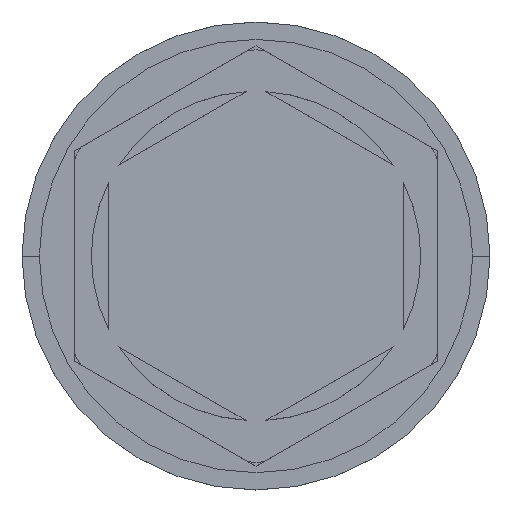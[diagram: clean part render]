
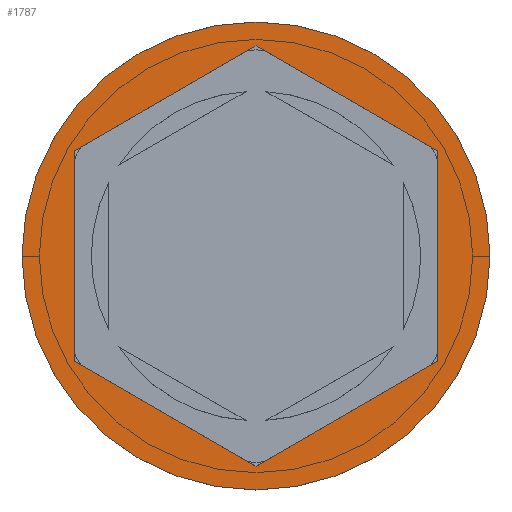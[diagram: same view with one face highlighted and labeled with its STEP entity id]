
A CAD part, top view. The second image highlights one B-rep face of the part: STEP entity #1787.
In plain terms, the highlighted planar face has unit normal (0, 0, 1).
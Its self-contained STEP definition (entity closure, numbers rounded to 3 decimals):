
#45 = CARTESIAN_POINT ( 'NONE',  ( 0., 0., 0. ) ) ;
#132 = LINE ( 'NONE', #2278, #1781 ) ;
#169 = DIRECTION ( 'NONE',  ( 0., 0., 1. ) ) ;
#230 = CARTESIAN_POINT ( 'NONE',  ( 5.25, 3.031, 0. ) ) ;
#248 = EDGE_LOOP ( 'NONE', ( #555, #666, #662, #1050, #2234, #1582 ) ) ;
#254 = VERTEX_POINT ( 'NONE', #2236 ) ;
#315 = EDGE_CURVE ( 'NONE', #504, #2014, #1470, .T. ) ;
#337 = VERTEX_POINT ( 'NONE', #1623 ) ;
#357 = EDGE_CURVE ( 'NONE', #2014, #1974, #389, .T. ) ;
#389 = LINE ( 'NONE', #1299, #617 ) ;
#405 = DIRECTION ( 'NONE',  ( 1., 0., 0. ) ) ;
#481 = AXIS2_PLACEMENT_3D ( 'NONE', #45, #1304, #405 ) ;
#504 = VERTEX_POINT ( 'NONE', #1694 ) ;
#508 = FACE_OUTER_BOUND ( 'NONE', #1133, .T. ) ;
#537 = DIRECTION ( 'NONE',  ( 0.866, 0.5, 0. ) ) ;
#545 = AXIS2_PLACEMENT_3D ( 'NONE', #2150, #169, #1479 ) ;
#555 = ORIENTED_EDGE ( 'NONE', *, *, #861, .F. ) ;
#617 = VECTOR ( 'NONE', #537, 1000. ) ;
#651 = DIRECTION ( 'NONE',  ( -0.866, -0.5, 0. ) ) ;
#662 = ORIENTED_EDGE ( 'NONE', *, *, #357, .F. ) ;
#666 = ORIENTED_EDGE ( 'NONE', *, *, #1228, .F. ) ;
#698 = EDGE_CURVE ( 'NONE', #254, #337, #1535, .T. ) ;
#820 = CIRCLE ( 'NONE', #481, 6.75 ) ;
#861 = EDGE_CURVE ( 'NONE', #2285, #1302, #1844, .T. ) ;
#968 = VECTOR ( 'NONE', #1169, 1000. ) ;
#1050 = ORIENTED_EDGE ( 'NONE', *, *, #315, .F. ) ;
#1110 = AXIS2_PLACEMENT_3D ( 'NONE', #1209, #1776, #1400 ) ;
#1112 = CARTESIAN_POINT ( 'NONE',  ( 5.25, -3.031, 0. ) ) ;
#1133 = EDGE_LOOP ( 'NONE', ( #1624, #2033 ) ) ;
#1139 = CARTESIAN_POINT ( 'NONE',  ( -5.25, 3.031, 0. ) ) ;
#1169 = DIRECTION ( 'NONE',  ( -0.866, 0.5, 0. ) ) ;
#1209 = CARTESIAN_POINT ( 'NONE',  ( 0., 0., 0. ) ) ;
#1228 = EDGE_CURVE ( 'NONE', #1974, #2285, #2015, .T. ) ;
#1229 = EDGE_CURVE ( 'NONE', #337, #254, #820, .T. ) ;
#1234 = FACE_BOUND ( 'NONE', #248, .T. ) ;
#1244 = CARTESIAN_POINT ( 'NONE',  ( 0., -6.062, 0. ) ) ;
#1299 = CARTESIAN_POINT ( 'NONE',  ( 0., -6.062, 0. ) ) ;
#1302 = VERTEX_POINT ( 'NONE', #1550 ) ;
#1304 = DIRECTION ( 'NONE',  ( 0., 0., 1. ) ) ;
#1360 = CARTESIAN_POINT ( 'NONE',  ( 5.25, 3.031, 0. ) ) ;
#1368 = EDGE_CURVE ( 'NONE', #1816, #504, #2092, .T. ) ;
#1400 = DIRECTION ( 'NONE',  ( 1., 0., 0. ) ) ;
#1470 = LINE ( 'NONE', #1483, #2213 ) ;
#1473 = CARTESIAN_POINT ( 'NONE',  ( 5.25, -3.031, 0. ) ) ;
#1479 = DIRECTION ( 'NONE',  ( 1., 0., 0. ) ) ;
#1483 = CARTESIAN_POINT ( 'NONE',  ( -5.25, -3.031, 0. ) ) ;
#1508 = VECTOR ( 'NONE', #1884, 1000. ) ;
#1535 = CIRCLE ( 'NONE', #545, 6.75 ) ;
#1550 = CARTESIAN_POINT ( 'NONE',  ( 0., 6.062, 0. ) ) ;
#1582 = ORIENTED_EDGE ( 'NONE', *, *, #1874, .F. ) ;
#1623 = CARTESIAN_POINT ( 'NONE',  ( -6.75, 0., 0. ) ) ;
#1624 = ORIENTED_EDGE ( 'NONE', *, *, #698, .T. ) ;
#1645 = DIRECTION ( 'NONE',  ( 0.866, -0.5, 0. ) ) ;
#1662 = DIRECTION ( 'NONE',  ( 0., 1., 0. ) ) ;
#1694 = CARTESIAN_POINT ( 'NONE',  ( -5.25, -3.031, 0. ) ) ;
#1776 = DIRECTION ( 'NONE',  ( 0., 0., 1. ) ) ;
#1781 = VECTOR ( 'NONE', #651, 1000. ) ;
#1787 = ADVANCED_FACE ( 'NONE', ( #1234, #508 ), #2315, .T. ) ;
#1816 = VERTEX_POINT ( 'NONE', #2089 ) ;
#1844 = LINE ( 'NONE', #230, #968 ) ;
#1874 = EDGE_CURVE ( 'NONE', #1302, #1816, #132, .T. ) ;
#1884 = DIRECTION ( 'NONE',  ( 0., -1., 0. ) ) ;
#1920 = VECTOR ( 'NONE', #1662, 1000. ) ;
#1974 = VERTEX_POINT ( 'NONE', #1473 ) ;
#2014 = VERTEX_POINT ( 'NONE', #1244 ) ;
#2015 = LINE ( 'NONE', #1112, #1920 ) ;
#2033 = ORIENTED_EDGE ( 'NONE', *, *, #1229, .T. ) ;
#2089 = CARTESIAN_POINT ( 'NONE',  ( -5.25, 3.031, 0. ) ) ;
#2092 = LINE ( 'NONE', #1139, #1508 ) ;
#2150 = CARTESIAN_POINT ( 'NONE',  ( 0., 0., 0. ) ) ;
#2213 = VECTOR ( 'NONE', #1645, 1000. ) ;
#2234 = ORIENTED_EDGE ( 'NONE', *, *, #1368, .F. ) ;
#2236 = CARTESIAN_POINT ( 'NONE',  ( 6.75, 0., 0. ) ) ;
#2278 = CARTESIAN_POINT ( 'NONE',  ( 0., 6.062, 0. ) ) ;
#2285 = VERTEX_POINT ( 'NONE', #1360 ) ;
#2315 = PLANE ( 'NONE',  #1110 ) ;
